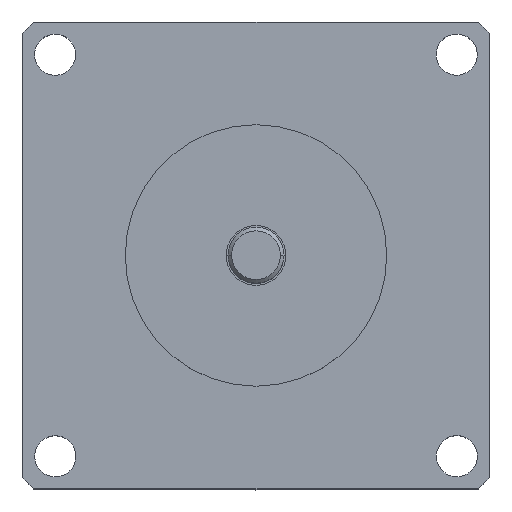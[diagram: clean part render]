
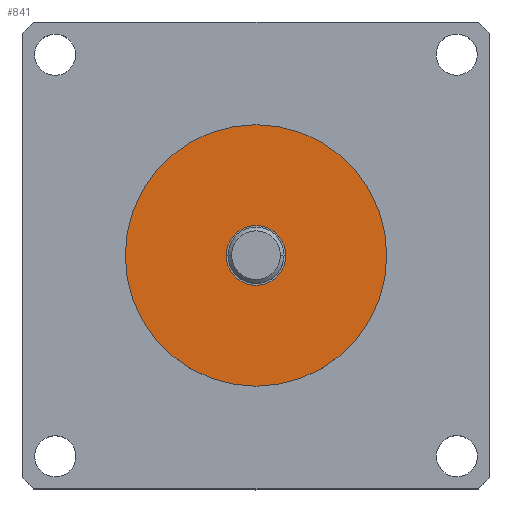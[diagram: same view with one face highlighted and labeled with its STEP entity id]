
A CAD part, top view. The second image highlights one B-rep face of the part: STEP entity #841.
In plain terms, the highlighted planar face has unit normal (0, 0, 1).
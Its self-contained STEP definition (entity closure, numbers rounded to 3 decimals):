
#118 = DIRECTION ( 'NONE',  ( 1., 0., 0. ) ) ;
#119 = DIRECTION ( 'NONE',  ( 0., 0., 1. ) ) ;
#120 = CARTESIAN_POINT ( 'NONE',  ( 0., 0., 1. ) ) ;
#121 = AXIS2_PLACEMENT_3D ( 'NONE', #120, #119, #118 ) ;
#125 = CIRCLE ( 'NONE', #121, 7. ) ;
#263 = EDGE_LOOP ( 'NONE', ( #842, #959 ) ) ;
#282 = EDGE_CURVE ( 'NONE', #299, #283, #1169, .T. ) ;
#283 = VERTEX_POINT ( 'NONE', #1216 ) ;
#288 = EDGE_CURVE ( 'NONE', #386, #385, #1067, .T. ) ;
#299 = VERTEX_POINT ( 'NONE', #1081 ) ;
#385 = VERTEX_POINT ( 'NONE', #1020 ) ;
#386 = VERTEX_POINT ( 'NONE', #1019 ) ;
#840 = EDGE_CURVE ( 'NONE', #283, #299, #1985, .T. ) ;
#841 = ADVANCED_FACE ( 'NONE', ( #1980, #1979 ), #1978, .F. ) ;
#842 = ORIENTED_EDGE ( 'NONE', *, *, #840, .F. ) ;
#959 = ORIENTED_EDGE ( 'NONE', *, *, #282, .F. ) ;
#960 = EDGE_LOOP ( 'NONE', ( #961, #962 ) ) ;
#961 = ORIENTED_EDGE ( 'NONE', *, *, #288, .T. ) ;
#962 = ORIENTED_EDGE ( 'NONE', *, *, #963, .T. ) ;
#963 = EDGE_CURVE ( 'NONE', #385, #386, #125, .T. ) ;
#1019 = CARTESIAN_POINT ( 'NONE',  ( 7., 0., 1. ) ) ;
#1020 = CARTESIAN_POINT ( 'NONE',  ( -7., 0., 1. ) ) ;
#1065 = CARTESIAN_POINT ( 'NONE',  ( 0., 0., 1. ) ) ;
#1066 = AXIS2_PLACEMENT_3D ( 'NONE', #1065, #1076, #1075 ) ;
#1067 = CIRCLE ( 'NONE', #1066, 7. ) ;
#1075 = DIRECTION ( 'NONE',  ( 1., 0., 0. ) ) ;
#1076 = DIRECTION ( 'NONE',  ( 0., 0., 1. ) ) ;
#1081 = CARTESIAN_POINT ( 'NONE',  ( -1.6, 0., 1. ) ) ;
#1141 = DIRECTION ( 'NONE',  ( 0., 0., 1. ) ) ;
#1142 = CARTESIAN_POINT ( 'NONE',  ( 0., 0., 1. ) ) ;
#1143 = AXIS2_PLACEMENT_3D ( 'NONE', #1142, #1141, #1217 ) ;
#1169 = CIRCLE ( 'NONE', #1143, 1.6 ) ;
#1216 = CARTESIAN_POINT ( 'NONE',  ( 1.6, 0., 1. ) ) ;
#1217 = DIRECTION ( 'NONE',  ( 1., 0., 0. ) ) ;
#1973 = DIRECTION ( 'NONE',  ( -1., 0., 0. ) ) ;
#1974 = DIRECTION ( 'NONE',  ( 0., 0., -1. ) ) ;
#1975 = AXIS2_PLACEMENT_3D ( 'NONE', #1977, #1974, #1973 ) ;
#1977 = CARTESIAN_POINT ( 'NONE',  ( 0., 1.6, 1. ) ) ;
#1978 = PLANE ( 'NONE',  #1975 ) ;
#1979 = FACE_OUTER_BOUND ( 'NONE', #960, .T. ) ;
#1980 = FACE_BOUND ( 'NONE', #263, .T. ) ;
#1981 = DIRECTION ( 'NONE',  ( 1., 0., 0. ) ) ;
#1982 = DIRECTION ( 'NONE',  ( 0., 0., 1. ) ) ;
#1983 = CARTESIAN_POINT ( 'NONE',  ( 0., 0., 1. ) ) ;
#1984 = AXIS2_PLACEMENT_3D ( 'NONE', #1983, #1982, #1981 ) ;
#1985 = CIRCLE ( 'NONE', #1984, 1.6 ) ;
